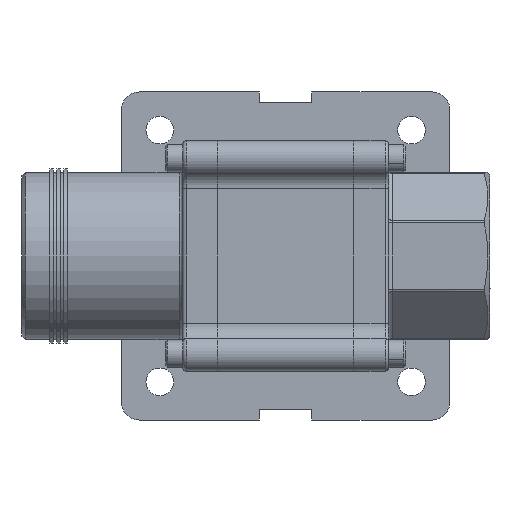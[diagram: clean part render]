
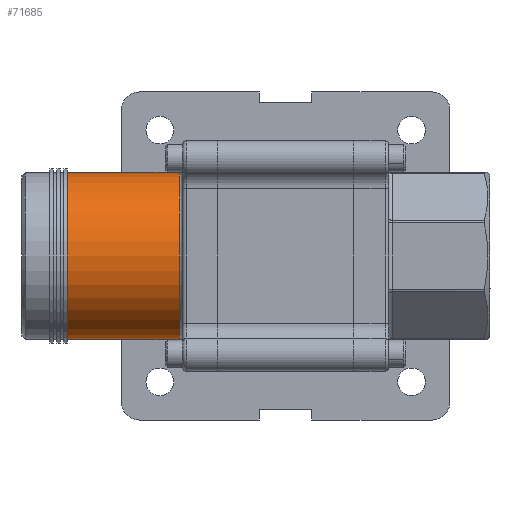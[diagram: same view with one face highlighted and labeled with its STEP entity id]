
A CAD part, front view. The second image highlights one B-rep face of the part: STEP entity #71685.
In plain terms, the highlighted cylindrical face has radius 24 mm (diameter 48 mm), a partial arc.
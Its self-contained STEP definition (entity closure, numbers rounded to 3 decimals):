
#618 = CYLINDRICAL_SURFACE ( 'NONE', #38588, 24. ) ;
#673 = EDGE_CURVE ( 'NONE', #48498, #39760, #64906, .T. ) ;
#867 = CARTESIAN_POINT ( 'NONE',  ( -30.517, 0., 0. ) ) ;
#6660 = CARTESIAN_POINT ( 'NONE',  ( 38.366, 0., 0. ) ) ;
#7054 = FACE_OUTER_BOUND ( 'NONE', #32695, .T. ) ;
#8084 = CARTESIAN_POINT ( 'NONE',  ( -62.55, 0., 24. ) ) ;
#9863 = CARTESIAN_POINT ( 'NONE',  ( 38.366, 0., 24. ) ) ;
#12077 = ORIENTED_EDGE ( 'NONE', *, *, #14407, .F. ) ;
#14407 = EDGE_CURVE ( 'NONE', #68214, #39760, #43385, .T. ) ;
#23145 = CARTESIAN_POINT ( 'NONE',  ( 38.366, 0., -24. ) ) ;
#23916 = AXIS2_PLACEMENT_3D ( 'NONE', #867, #61170, #30225 ) ;
#25132 = DIRECTION ( 'NONE',  ( 0., 0., 1. ) ) ;
#28620 = DIRECTION ( 'NONE',  ( -1., 0., 0. ) ) ;
#30225 = DIRECTION ( 'NONE',  ( 0., 0., 1. ) ) ;
#30749 = CARTESIAN_POINT ( 'NONE',  ( -30.517, 0., -24. ) ) ;
#30758 = DIRECTION ( 'NONE',  ( -1., 0., 0. ) ) ;
#32154 = EDGE_CURVE ( 'NONE', #60593, #48498, #39260, .T. ) ;
#32695 = EDGE_LOOP ( 'NONE', ( #64051, #79161, #78729, #12077 ) ) ;
#38588 = AXIS2_PLACEMENT_3D ( 'NONE', #6660, #30758, #25132 ) ;
#39260 = CIRCLE ( 'NONE', #23916, 24. ) ;
#39760 = VERTEX_POINT ( 'NONE', #8084 ) ;
#41008 = VECTOR ( 'NONE', #47652, 1000. ) ;
#42270 = CARTESIAN_POINT ( 'NONE',  ( -62.55, 0., 0. ) ) ;
#43385 = CIRCLE ( 'NONE', #51123, 24. ) ;
#45757 = CARTESIAN_POINT ( 'NONE',  ( -62.55, 0., -24. ) ) ;
#47652 = DIRECTION ( 'NONE',  ( -1., 0., 0. ) ) ;
#48498 = VERTEX_POINT ( 'NONE', #70718 ) ;
#51123 = AXIS2_PLACEMENT_3D ( 'NONE', #42270, #28620, #71625 ) ;
#58866 = DIRECTION ( 'NONE',  ( -1., 0., 0. ) ) ;
#60513 = EDGE_CURVE ( 'NONE', #60593, #68214, #78190, .T. ) ;
#60593 = VERTEX_POINT ( 'NONE', #30749 ) ;
#61170 = DIRECTION ( 'NONE',  ( -1., 0., 0. ) ) ;
#64051 = ORIENTED_EDGE ( 'NONE', *, *, #60513, .F. ) ;
#64906 = LINE ( 'NONE', #9863, #69967 ) ;
#68214 = VERTEX_POINT ( 'NONE', #45757 ) ;
#69967 = VECTOR ( 'NONE', #58866, 1000. ) ;
#70718 = CARTESIAN_POINT ( 'NONE',  ( -30.517, 0., 24. ) ) ;
#71625 = DIRECTION ( 'NONE',  ( 0., 0., 1. ) ) ;
#71685 = ADVANCED_FACE ( 'NONE', ( #7054 ), #618, .T. ) ;
#78190 = LINE ( 'NONE', #23145, #41008 ) ;
#78729 = ORIENTED_EDGE ( 'NONE', *, *, #673, .T. ) ;
#79161 = ORIENTED_EDGE ( 'NONE', *, *, #32154, .T. ) ;
